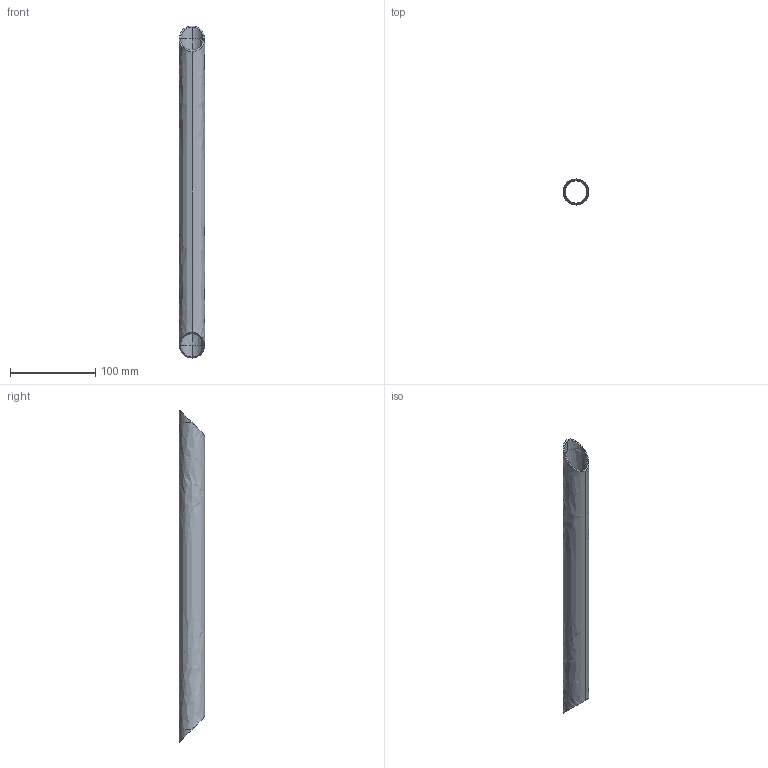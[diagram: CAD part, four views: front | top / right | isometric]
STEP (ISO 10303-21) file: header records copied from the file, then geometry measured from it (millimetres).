
FILE_DESCRIPTION(('CATIA V5 STEP Exchange'),'2;1');
FILE_NAME('1.stp','2017-12-23T17:40:15+00:00',('none'),('none'),'CATIA Version 5 Release 19 SP 2 (IN-10)','CATIA V5 STEP AP203','none');
FILE_SCHEMA(('CONFIG_CONTROL_DESIGN'));
Length unit declared in the file: millimetre
Products named in the file (1): Shape_899
Bounding box: 30 x 30 x 390 mm (x, y, z)
Volume: 48348.6 mm3; surface area: 64845.3 mm2
Topology: 1 solids, 1 shells, 14 faces, 32 edges, 20 vertices
Faces by surface type: cylinder 8, bspline 4, plane 2
Entity records: 742 total; most frequent: CARTESIAN_POINT 448, ORIENTED_EDGE 64, EDGE_CURVE 32, DIRECTION 29, VERTEX_POINT 20, AXIS2_PLACEMENT_3D 16, B_SPLINE_CURVE_WITH_KNOTS 16, EDGE_LOOP 16
